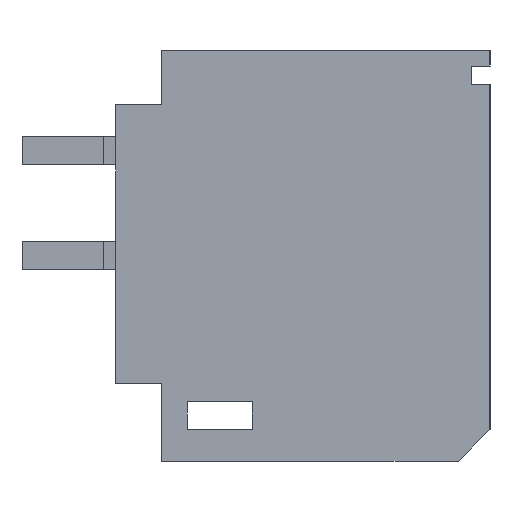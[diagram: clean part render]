
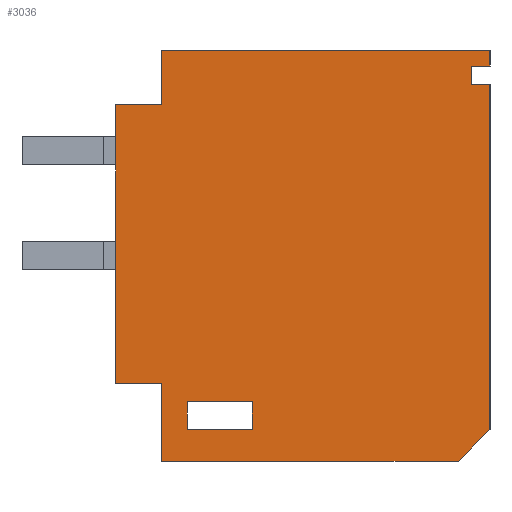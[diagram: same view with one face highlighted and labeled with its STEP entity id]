
A CAD part, left-side view. The second image highlights one B-rep face of the part: STEP entity #3036.
In plain terms, the highlighted planar face has unit normal (-1, 0, 0).
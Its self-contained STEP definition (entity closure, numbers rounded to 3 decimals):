
#1=DIRECTION('',(0.,-1.,0.));
#2=VECTOR('',#1,49.264);
#3=CARTESIAN_POINT('',(0.,-100.,-355.23));
#4=LINE('',#3,#2);
#5=DIRECTION('',(0.,-1.,0.));
#6=VECTOR('',#5,49.264);
#7=CARTESIAN_POINT('',(0.,-100.,-57.953));
#8=LINE('',#7,#6);
#9=DIRECTION('',(0.,0.,-1.));
#10=VECTOR('',#9,57.953);
#11=CARTESIAN_POINT('',(0.,-149.264,0.));
#12=LINE('',#11,#10);
#13=DIRECTION('',(0.,-1.,0.));
#14=VECTOR('',#13,350.236);
#15=CARTESIAN_POINT('',(0.,-149.264,0.));
#16=LINE('',#15,#14);
#17=DIRECTION('',(0.,0.,-1.));
#18=VECTOR('',#17,16.492);
#19=CARTESIAN_POINT('',(0.,-499.5,0.));
#20=LINE('',#19,#18);
#21=DIRECTION('',(0.,1.,0.));
#22=VECTOR('',#21,19.41);
#23=CARTESIAN_POINT('',(0.,-499.5,-16.492));
#24=LINE('',#23,#22);
#25=DIRECTION('',(0.,0.,1.));
#26=VECTOR('',#25,19.41);
#27=CARTESIAN_POINT('',(0.,-480.09,-35.902));
#28=LINE('',#27,#26);
#29=DIRECTION('',(0.,1.,0.));
#30=VECTOR('',#29,19.41);
#31=CARTESIAN_POINT('',(0.,-499.5,-35.902));
#32=LINE('',#31,#30);
#33=DIRECTION('',(0.,0.,-1.));
#34=VECTOR('',#33,368.488);
#35=CARTESIAN_POINT('',(0.,-499.5,-35.902));
#36=LINE('',#35,#34);
#37=DIRECTION('',(0.,-0.707,0.707));
#38=VECTOR('',#37,48.239);
#39=CARTESIAN_POINT('',(0.,-465.39,-438.5));
#40=LINE('',#39,#38);
#41=DIRECTION('',(0.,1.,0.));
#42=VECTOR('',#41,316.125);
#43=CARTESIAN_POINT('',(0.,-465.39,-438.5));
#44=LINE('',#43,#42);
#45=DIRECTION('',(0.,0.,1.));
#46=VECTOR('',#45,83.27);
#47=CARTESIAN_POINT('',(0.,-149.264,-438.5));
#48=LINE('',#47,#46);
#49=DIRECTION('',(0.,0.,1.));
#50=VECTOR('',#49,29.401);
#51=CARTESIAN_POINT('',(0.,-176.215,-404.231));
#52=LINE('',#51,#50);
#53=DIRECTION('',(0.,1.,0.));
#54=VECTOR('',#53,69.419);
#55=CARTESIAN_POINT('',(0.,-245.634,-404.231));
#56=LINE('',#55,#54);
#57=DIRECTION('',(0.,0.,-1.));
#58=VECTOR('',#57,29.401);
#59=CARTESIAN_POINT('',(0.,-245.634,-374.83));
#60=LINE('',#59,#58);
#61=DIRECTION('',(0.,-1.,0.));
#62=VECTOR('',#61,69.419);
#63=CARTESIAN_POINT('',(0.,-176.215,-374.83));
#64=LINE('',#63,#62);
#561=DIRECTION('',(0.,0.,-1.));
#562=VECTOR('',#561,297.277);
#563=CARTESIAN_POINT('',(0.,-100.,-57.953));
#564=LINE('',#563,#562);
#2633=CARTESIAN_POINT('',(0.,-100.,-355.23));
#2634=CARTESIAN_POINT('',(0.,-149.264,-355.23));
#2635=VERTEX_POINT('',#2633);
#2636=VERTEX_POINT('',#2634);
#2637=CARTESIAN_POINT('',(0.,-149.264,-438.5));
#2638=VERTEX_POINT('',#2637);
#2639=CARTESIAN_POINT('',(0.,-149.264,0.));
#2640=CARTESIAN_POINT('',(0.,-149.264,-57.953));
#2641=VERTEX_POINT('',#2639);
#2642=VERTEX_POINT('',#2640);
#2643=CARTESIAN_POINT('',(0.,-100.,-57.953));
#2644=VERTEX_POINT('',#2643);
#2645=CARTESIAN_POINT('',(0.,-499.5,-35.902));
#2646=CARTESIAN_POINT('',(0.,-480.09,-35.902));
#2647=VERTEX_POINT('',#2645);
#2648=VERTEX_POINT('',#2646);
#2649=CARTESIAN_POINT('',(0.,-480.09,-16.492));
#2650=VERTEX_POINT('',#2649);
#2651=CARTESIAN_POINT('',(0.,-499.5,-16.492));
#2652=VERTEX_POINT('',#2651);
#2653=CARTESIAN_POINT('',(0.,-176.215,-404.231));
#2654=CARTESIAN_POINT('',(0.,-176.215,-374.83));
#2655=VERTEX_POINT('',#2653);
#2656=VERTEX_POINT('',#2654);
#2657=CARTESIAN_POINT('',(0.,-245.634,-374.83));
#2658=VERTEX_POINT('',#2657);
#2659=CARTESIAN_POINT('',(0.,-245.634,-404.231));
#2660=VERTEX_POINT('',#2659);
#2661=CARTESIAN_POINT('',(0.,-465.39,-438.5));
#2662=CARTESIAN_POINT('',(0.,-499.5,-404.39));
#2663=VERTEX_POINT('',#2661);
#2664=VERTEX_POINT('',#2662);
#2665=CARTESIAN_POINT('',(0.,-499.5,0.));
#2666=VERTEX_POINT('',#2665);
#2993=CARTESIAN_POINT('',(0.,0.,0.));
#2994=DIRECTION('',(1.,0.,0.));
#2995=DIRECTION('',(0.,-1.,0.));
#2996=AXIS2_PLACEMENT_3D('',#2993,#2994,#2995);
#2997=PLANE('',#2996);
#2999=ORIENTED_EDGE('',*,*,#2998,.F.);
#3001=ORIENTED_EDGE('',*,*,#3000,.F.);
#3003=ORIENTED_EDGE('',*,*,#3002,.T.);
#3005=ORIENTED_EDGE('',*,*,#3004,.F.);
#3007=ORIENTED_EDGE('',*,*,#3006,.T.);
#3009=ORIENTED_EDGE('',*,*,#3008,.T.);
#3011=ORIENTED_EDGE('',*,*,#3010,.T.);
#3013=ORIENTED_EDGE('',*,*,#3012,.F.);
#3015=ORIENTED_EDGE('',*,*,#3014,.F.);
#3017=ORIENTED_EDGE('',*,*,#3016,.T.);
#3019=ORIENTED_EDGE('',*,*,#3018,.F.);
#3021=ORIENTED_EDGE('',*,*,#3020,.T.);
#3023=ORIENTED_EDGE('',*,*,#3022,.T.);
#3024=EDGE_LOOP('',(#2999,#3001,#3003,#3005,#3007,#3009,#3011,#3013,#3015,#3017,
#3019,#3021,#3023));
#3025=FACE_OUTER_BOUND('',#3024,.F.);
#3027=ORIENTED_EDGE('',*,*,#3026,.F.);
#3029=ORIENTED_EDGE('',*,*,#3028,.F.);
#3031=ORIENTED_EDGE('',*,*,#3030,.F.);
#3033=ORIENTED_EDGE('',*,*,#3032,.F.);
#3034=EDGE_LOOP('',(#3027,#3029,#3031,#3033));
#3035=FACE_BOUND('',#3034,.F.);
#3036=ADVANCED_FACE('',(#3025,#3035),#2997,.F.);
#2998=EDGE_CURVE('',#2635,#2636,#4,.T.);
#3000=EDGE_CURVE('',#2644,#2635,#564,.T.);
#3002=EDGE_CURVE('',#2644,#2642,#8,.T.);
#3004=EDGE_CURVE('',#2641,#2642,#12,.T.);
#3006=EDGE_CURVE('',#2641,#2666,#16,.T.);
#3008=EDGE_CURVE('',#2666,#2652,#20,.T.);
#3010=EDGE_CURVE('',#2652,#2650,#24,.T.);
#3012=EDGE_CURVE('',#2648,#2650,#28,.T.);
#3014=EDGE_CURVE('',#2647,#2648,#32,.T.);
#3016=EDGE_CURVE('',#2647,#2664,#36,.T.);
#3018=EDGE_CURVE('',#2663,#2664,#40,.T.);
#3020=EDGE_CURVE('',#2663,#2638,#44,.T.);
#3022=EDGE_CURVE('',#2638,#2636,#48,.T.);
#3026=EDGE_CURVE('',#2655,#2656,#52,.T.);
#3028=EDGE_CURVE('',#2660,#2655,#56,.T.);
#3030=EDGE_CURVE('',#2658,#2660,#60,.T.);
#3032=EDGE_CURVE('',#2656,#2658,#64,.T.);
